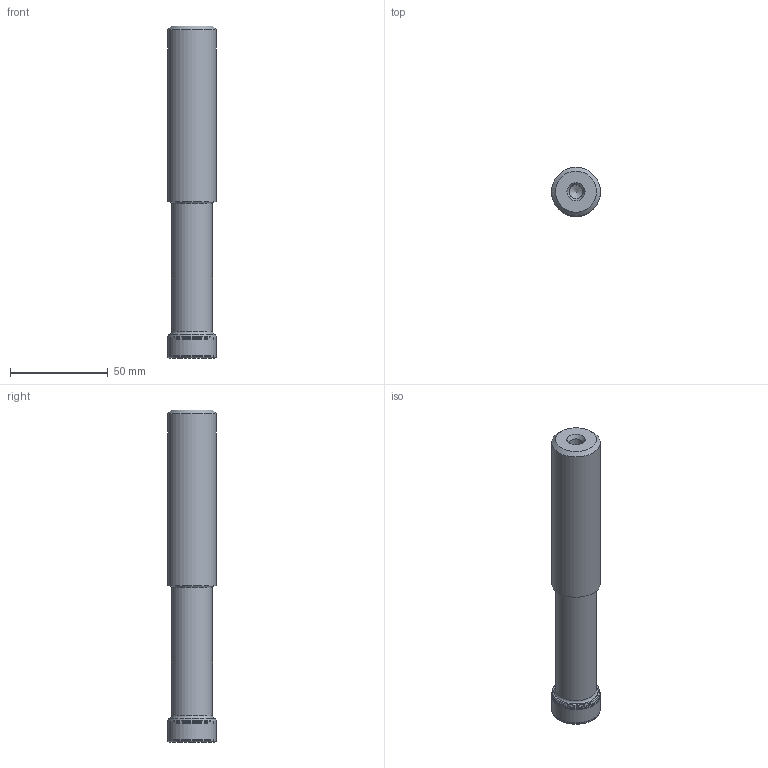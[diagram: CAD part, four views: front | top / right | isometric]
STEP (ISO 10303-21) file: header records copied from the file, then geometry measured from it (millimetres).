
FILE_DESCRIPTION(/* description */ (''),/* implementation_level */ '2;1');
FILE_NAME(/* name */ '25A2R080A25_STN16_C_203126951ndi000_00_SIM.stp',/* time_stamp */ '2021-03-26T10:54:54+01:00',/* author */ (''),/* organization */ (''),/* preprocessor_version */ 'ST-DEVELOPER v16.7',/* originating_system */ 'SIEMENS PLM Software NX 12.0',/* authorisation */ '');
FILE_SCHEMA (('AUTOMOTIVE_DESIGN { 1 0 10303 214 3 1 1 1 }'));
Length unit declared in the file: millimetre
Products named in the file (1): lf19438CFC4Bjh1j
Bounding box: 25.03 x 25.03 x 169.99 mm (x, y, z)
Volume: 71626.6 mm3; surface area: 18205.3 mm2
Topology: 2 solids, 2 shells, 62 faces, 126 edges, 66 vertices
Faces by surface type: revolution 41, cone 9, torus 6, cylinder 4, plane 2
Full cylindrical faces by diameter (mm): 7 x1, 21 x1, 23.6 x1, 25 x1
Entity records: 1660 total; most frequent: CARTESIAN_POINT 570, DIRECTION 203, FACE_BOUND 124, EDGE_LOOP 122, ORIENTED_EDGE 122, AXIS2_PLACEMENT_3D 81, VERTEX_POINT 63, ADVANCED_FACE 62
